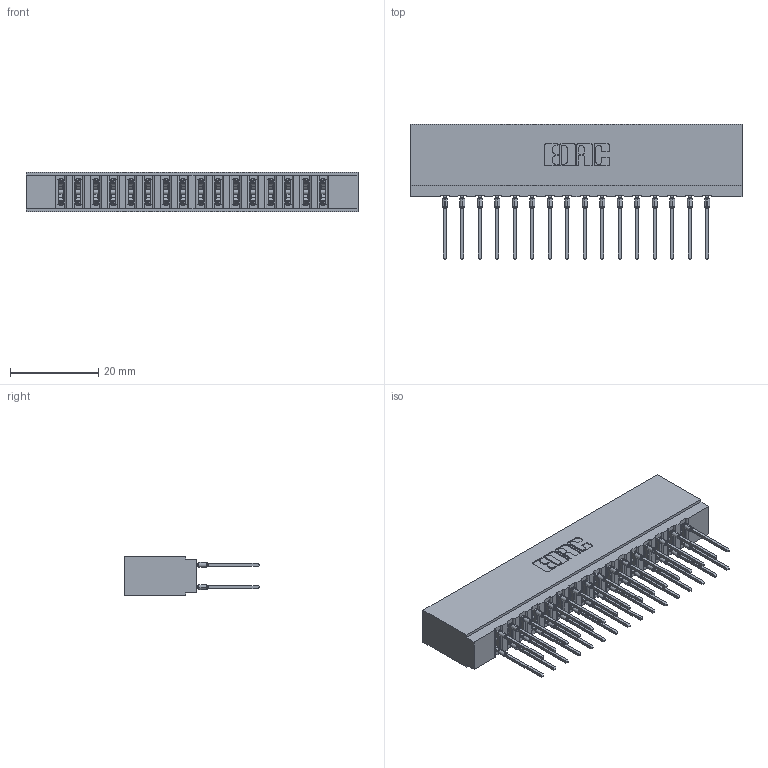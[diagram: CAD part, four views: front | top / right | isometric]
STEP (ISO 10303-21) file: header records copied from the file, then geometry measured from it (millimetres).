
FILE_DESCRIPTION (( 'STEP AP203' ), '1' );
FILE_NAME ('737-032-545-201.STEP', '2020-09-11T00:17:42', ( '' ), ( '' ), 'SwSTEP 2.0', 'SolidWorks 2020', '' );
FILE_SCHEMA (( 'CONFIG_CONTROL_DESIGN' ));
Length unit declared in the file: inch
Products named in the file (3): 745-292-001_545; 737-032-545-201; 737 Part_Insulator Option - 01
Assembly tree (33 placements, depth 2):
  737-032-545-201
    737 Part_Insulator Option - 01
    745-292-001_545  x32
Bounding box: 75.23 x 30.62 x 8.89 mm (x, y, z)
Volume: 7713.9 mm3; surface area: 11180.3 mm2
Topology: 33 solids, 33 shells, 2974 faces, 7999 edges, 5034 vertices
Faces by surface type: plane 1542, bspline 640, cylinder 600, torus 192
Entity records: 30987 total; most frequent: CARTESIAN_POINT 5889, ORIENTED_EDGE 5272, DIRECTION 4624, EDGE_CURVE 2636, VECTOR 2358, LINE 2358, VERTEX_POINT 1686, AXIS2_PLACEMENT_3D 1133
